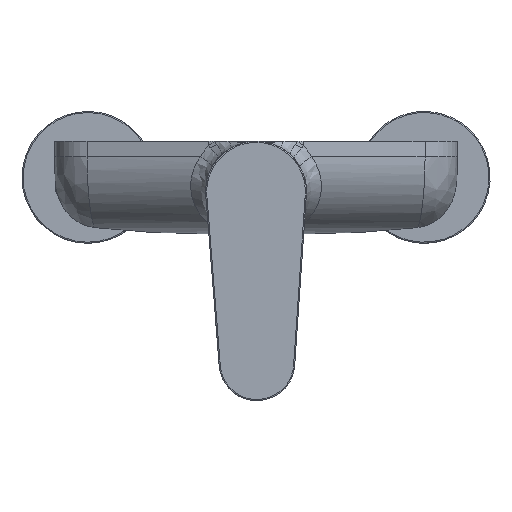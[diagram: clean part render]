
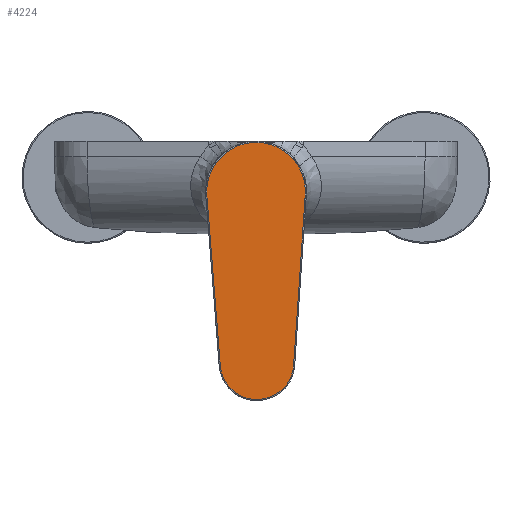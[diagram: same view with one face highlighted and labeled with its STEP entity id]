
A CAD part, top view. The second image highlights one B-rep face of the part: STEP entity #4224.
In plain terms, the highlighted face is planar.
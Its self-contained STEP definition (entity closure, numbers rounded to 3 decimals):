
#5 = CARTESIAN_POINT ( 'NONE',  ( 0., 29.75, 0. ) ) ;
#477 = DIRECTION ( 'NONE',  ( 0., 0., 1. ) ) ;
#638 = CARTESIAN_POINT ( 'NONE',  ( -1.649, 29.75, -22.377 ) ) ;
#767 = AXIS2_PLACEMENT_3D ( 'NONE', #9265, #14033, #3315 ) ;
#1187 = DIRECTION ( 'NONE',  ( 0., 0., 1. ) ) ;
#1247 = CARTESIAN_POINT ( 'NONE',  ( -94.5, 29.75, -0.207 ) ) ;
#1368 = AXIS2_PLACEMENT_3D ( 'NONE', #5, #4755, #9534 ) ;
#1387 = CIRCLE ( 'NONE', #10107, 22.5 ) ;
#1501 = DIRECTION ( 'NONE',  ( 0.997, 0., 0.073 ) ) ;
#1631 = AXIS2_PLACEMENT_3D ( 'NONE', #8926, #13691, #2973 ) ;
#1839 = ORIENTED_EDGE ( 'NONE', *, *, #14925, .T. ) ;
#2088 = VECTOR ( 'NONE', #5401, 1000. ) ;
#2301 = CIRCLE ( 'NONE', #11049, 16.5 ) ;
#2458 = CARTESIAN_POINT ( 'NONE',  ( 0., 29.75, -22.5 ) ) ;
#2727 = ORIENTED_EDGE ( 'NONE', *, *, #5014, .T. ) ;
#2973 = DIRECTION ( 'NONE',  ( 0., 0., 1. ) ) ;
#3315 = DIRECTION ( 'NONE',  ( 0., 0., 1. ) ) ;
#3536 = DIRECTION ( 'NONE',  ( 0., 0., 1. ) ) ;
#3662 = ORIENTED_EDGE ( 'NONE', *, *, #14455, .T. ) ;
#3823 = CARTESIAN_POINT ( 'NONE',  ( -3.316, 29.75, -22.254 ) ) ;
#3930 = EDGE_LOOP ( 'NONE', ( #3983, #13026, #2727, #9918, #4547, #1839, #3662, #11416 ) ) ;
#3983 = ORIENTED_EDGE ( 'NONE', *, *, #4806, .T. ) ;
#4129 = CARTESIAN_POINT ( 'NONE',  ( -78., 29.75, -0.207 ) ) ;
#4224 = ADVANCED_FACE ( 'NONE', ( #15200 ), #4485, .T. ) ;
#4485 = PLANE ( 'NONE',  #767 ) ;
#4547 = ORIENTED_EDGE ( 'NONE', *, *, #14624, .T. ) ;
#4755 = DIRECTION ( 'NONE',  ( 0., 1., 0. ) ) ;
#4806 = EDGE_CURVE ( 'NONE', #15111, #12761, #1387, .T. ) ;
#5014 = EDGE_CURVE ( 'NONE', #6022, #11064, #8366, .T. ) ;
#5017 = CARTESIAN_POINT ( 'NONE',  ( -94.5, 29.75, 0.207 ) ) ;
#5401 = DIRECTION ( 'NONE',  ( -0.997, 0., 0.073 ) ) ;
#6022 = VERTEX_POINT ( 'NONE', #2458 ) ;
#6417 = LINE ( 'NONE', #11199, #7777 ) ;
#6795 = CARTESIAN_POINT ( 'NONE',  ( -3.316, 29.75, 22.254 ) ) ;
#7119 = CARTESIAN_POINT ( 'NONE',  ( -78., 29.75, 0.207 ) ) ;
#7429 = LINE ( 'NONE', #12212, #10543 ) ;
#7484 = CARTESIAN_POINT ( 'NONE',  ( 0., 29.75, 22.5 ) ) ;
#7777 = VECTOR ( 'NONE', #477, 1000. ) ;
#8025 = AXIS2_PLACEMENT_3D ( 'NONE', #4129, #8907, #13674 ) ;
#8084 = CIRCLE ( 'NONE', #1368, 22.5 ) ;
#8366 = CIRCLE ( 'NONE', #1631, 22.5 ) ;
#8907 = DIRECTION ( 'NONE',  ( 0., 1., 0. ) ) ;
#8926 = CARTESIAN_POINT ( 'NONE',  ( 0., 29.75, 0. ) ) ;
#9265 = CARTESIAN_POINT ( 'NONE',  ( 0., 29.75, 0. ) ) ;
#9485 = CARTESIAN_POINT ( 'NONE',  ( 0., 29.75, 0. ) ) ;
#9534 = DIRECTION ( 'NONE',  ( 0., 0., 1. ) ) ;
#9799 = CARTESIAN_POINT ( 'NONE',  ( -79.213, 29.75, 16.662 ) ) ;
#9918 = ORIENTED_EDGE ( 'NONE', *, *, #10753, .T. ) ;
#10107 = AXIS2_PLACEMENT_3D ( 'NONE', #9485, #14247, #3536 ) ;
#10543 = VECTOR ( 'NONE', #1501, 1000. ) ;
#10753 = EDGE_CURVE ( 'NONE', #11064, #13552, #11357, .T. ) ;
#11049 = AXIS2_PLACEMENT_3D ( 'NONE', #7119, #11901, #1187 ) ;
#11064 = VERTEX_POINT ( 'NONE', #3823 ) ;
#11199 = CARTESIAN_POINT ( 'NONE',  ( -94.5, 29.75, 0. ) ) ;
#11357 = LINE ( 'NONE', #638, #2088 ) ;
#11416 = ORIENTED_EDGE ( 'NONE', *, *, #14821, .T. ) ;
#11799 = EDGE_CURVE ( 'NONE', #12761, #6022, #8084, .T. ) ;
#11901 = DIRECTION ( 'NONE',  ( 0., 1., 0. ) ) ;
#12212 = CARTESIAN_POINT ( 'NONE',  ( -1.649, 29.75, 22.377 ) ) ;
#12761 = VERTEX_POINT ( 'NONE', #7484 ) ;
#12831 = CARTESIAN_POINT ( 'NONE',  ( -79.213, 29.75, -16.662 ) ) ;
#13026 = ORIENTED_EDGE ( 'NONE', *, *, #11799, .T. ) ;
#13552 = VERTEX_POINT ( 'NONE', #12831 ) ;
#13674 = DIRECTION ( 'NONE',  ( 0., 0., 1. ) ) ;
#13691 = DIRECTION ( 'NONE',  ( 0., 1., 0. ) ) ;
#14033 = DIRECTION ( 'NONE',  ( 0., 1., 0. ) ) ;
#14197 = VERTEX_POINT ( 'NONE', #5017 ) ;
#14199 = VERTEX_POINT ( 'NONE', #9799 ) ;
#14247 = DIRECTION ( 'NONE',  ( 0., 1., 0. ) ) ;
#14455 = EDGE_CURVE ( 'NONE', #14197, #14199, #2301, .T. ) ;
#14624 = EDGE_CURVE ( 'NONE', #13552, #15238, #14776, .T. ) ;
#14776 = CIRCLE ( 'NONE', #8025, 16.5 ) ;
#14821 = EDGE_CURVE ( 'NONE', #14199, #15111, #7429, .T. ) ;
#14925 = EDGE_CURVE ( 'NONE', #15238, #14197, #6417, .T. ) ;
#15111 = VERTEX_POINT ( 'NONE', #6795 ) ;
#15200 = FACE_OUTER_BOUND ( 'NONE', #3930, .T. ) ;
#15238 = VERTEX_POINT ( 'NONE', #1247 ) ;
